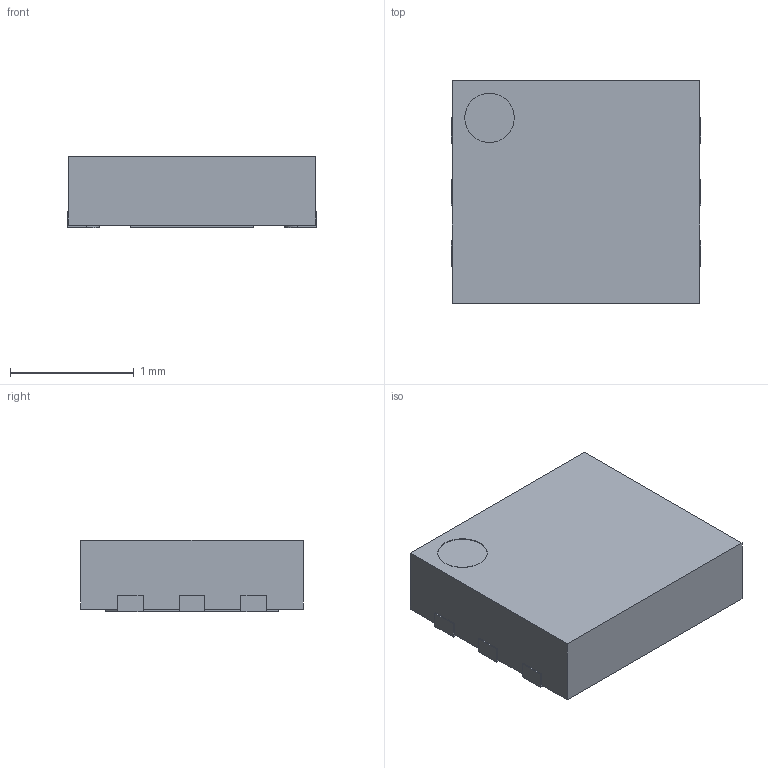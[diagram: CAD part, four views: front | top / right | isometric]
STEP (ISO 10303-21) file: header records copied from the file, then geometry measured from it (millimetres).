
FILE_DESCRIPTION(('STEP AP242'),'1');
FILE_NAME('U-DFN2018-6 vergleichbar mit AP21510FM-7.stp','2020-07-23T15:43:21',(' '),(' '),'Spatial InterOp 3D',' ',' ');
FILE_SCHEMA(('AP242_MANAGED_MODEL_BASED_3D_ENGINEERING_MIM_LF {1 0 10303 442 1 1 4}'));
Length unit declared in the file: metre
Products named in the file (2): U-DFN2018-6 vergleichbar mit AP21510FM-7; User Library-DFN-6-1
Assembly tree (1 placements, depth 2):
  U-DFN2018-6 vergleichbar mit AP21510FM-7
    User Library-DFN-6-1
Bounding box: 2.02 x 1.8 x 0.57 mm (x, y, z)
Volume: 2 mm3; surface area: 11.7 mm2
Topology: 1 solids, 1 shells, 51 faces, 145 edges, 98 vertices
Faces by surface type: plane 43, cylinder 8
Entity records: 2111 total; most frequent: CARTESIAN_POINT 296, ORIENTED_EDGE 290, DIRECTION 271, EDGE_CURVE 145, LINE 125, VECTOR 125, VERTEX_POINT 98, AXIS2_PLACEMENT_3D 73
